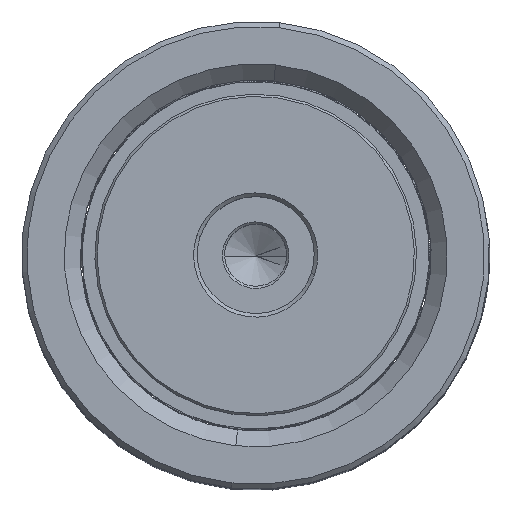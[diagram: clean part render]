
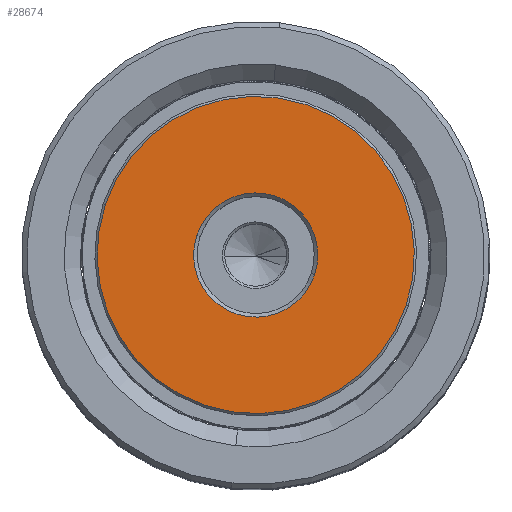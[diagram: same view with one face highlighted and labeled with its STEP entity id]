
A CAD part, top view. The second image highlights one B-rep face of the part: STEP entity #28674.
In plain terms, the highlighted face is planar.
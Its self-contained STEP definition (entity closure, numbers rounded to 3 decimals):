
#1160 = CARTESIAN_POINT ( 'NONE',  ( 0., 0., 0. ) ) ;
#2427 = AXIS2_PLACEMENT_3D ( 'NONE', #16820, #5914, #16682 ) ;
#5814 = EDGE_LOOP ( 'NONE', ( #37420, #39427 ) ) ;
#5914 = DIRECTION ( 'NONE',  ( 0., 0., -1. ) ) ;
#9513 = EDGE_CURVE ( 'NONE', #44509, #21401, #38090, .T. ) ;
#9893 = EDGE_CURVE ( 'NONE', #17125, #43554, #24795, .T. ) ;
#9936 = CARTESIAN_POINT ( 'NONE',  ( 0., 0., 0. ) ) ;
#10857 = FACE_OUTER_BOUND ( 'NONE', #5814, .T. ) ;
#12512 = DIRECTION ( 'NONE',  ( 0., 0., -1. ) ) ;
#16682 = DIRECTION ( 'NONE',  ( 1., 0., 0. ) ) ;
#16820 = CARTESIAN_POINT ( 'NONE',  ( 0., 0., 0. ) ) ;
#17125 = VERTEX_POINT ( 'NONE', #28684 ) ;
#17871 = PLANE ( 'NONE',  #39743 ) ;
#18341 = AXIS2_PLACEMENT_3D ( 'NONE', #33609, #12512, #37460 ) ;
#21087 = CARTESIAN_POINT ( 'NONE',  ( 0., 0., 0. ) ) ;
#21401 = VERTEX_POINT ( 'NONE', #22635 ) ;
#22158 = DIRECTION ( 'NONE',  ( 0., 0., 1. ) ) ;
#22635 = CARTESIAN_POINT ( 'NONE',  ( -8.5, 0., 0. ) ) ;
#22720 = ORIENTED_EDGE ( 'NONE', *, *, #43313, .T. ) ;
#24795 = CIRCLE ( 'NONE', #2427, 21.7 ) ;
#26175 = ORIENTED_EDGE ( 'NONE', *, *, #9513, .T. ) ;
#28563 = CARTESIAN_POINT ( 'NONE',  ( 8.5, 0., 0. ) ) ;
#28674 = ADVANCED_FACE ( 'NONE', ( #10857, #29590 ), #17871, .F. ) ;
#28684 = CARTESIAN_POINT ( 'NONE',  ( 21.7, 0., 0. ) ) ;
#29043 = CIRCLE ( 'NONE', #18341, 21.7 ) ;
#29590 = FACE_BOUND ( 'NONE', #31787, .T. ) ;
#30322 = AXIS2_PLACEMENT_3D ( 'NONE', #1160, #22158, #40508 ) ;
#31787 = EDGE_LOOP ( 'NONE', ( #22720, #26175 ) ) ;
#33609 = CARTESIAN_POINT ( 'NONE',  ( 0., 0., 0. ) ) ;
#33944 = AXIS2_PLACEMENT_3D ( 'NONE', #9936, #41656, #44899 ) ;
#35260 = DIRECTION ( 'NONE',  ( 1., 0., 0. ) ) ;
#35326 = EDGE_CURVE ( 'NONE', #43554, #17125, #29043, .T. ) ;
#37420 = ORIENTED_EDGE ( 'NONE', *, *, #9893, .T. ) ;
#37460 = DIRECTION ( 'NONE',  ( 1., 0., 0. ) ) ;
#38090 = CIRCLE ( 'NONE', #33944, 8.5 ) ;
#39427 = ORIENTED_EDGE ( 'NONE', *, *, #35326, .T. ) ;
#39743 = AXIS2_PLACEMENT_3D ( 'NONE', #21087, #42663, #35260 ) ;
#40508 = DIRECTION ( 'NONE',  ( 1., 0., 0. ) ) ;
#41420 = CARTESIAN_POINT ( 'NONE',  ( -21.7, 0., 0. ) ) ;
#41656 = DIRECTION ( 'NONE',  ( 0., 0., 1. ) ) ;
#42663 = DIRECTION ( 'NONE',  ( 0., 0., 1. ) ) ;
#43313 = EDGE_CURVE ( 'NONE', #21401, #44509, #45390, .T. ) ;
#43554 = VERTEX_POINT ( 'NONE', #41420 ) ;
#44509 = VERTEX_POINT ( 'NONE', #28563 ) ;
#44899 = DIRECTION ( 'NONE',  ( 1., 0., 0. ) ) ;
#45390 = CIRCLE ( 'NONE', #30322, 8.5 ) ;
